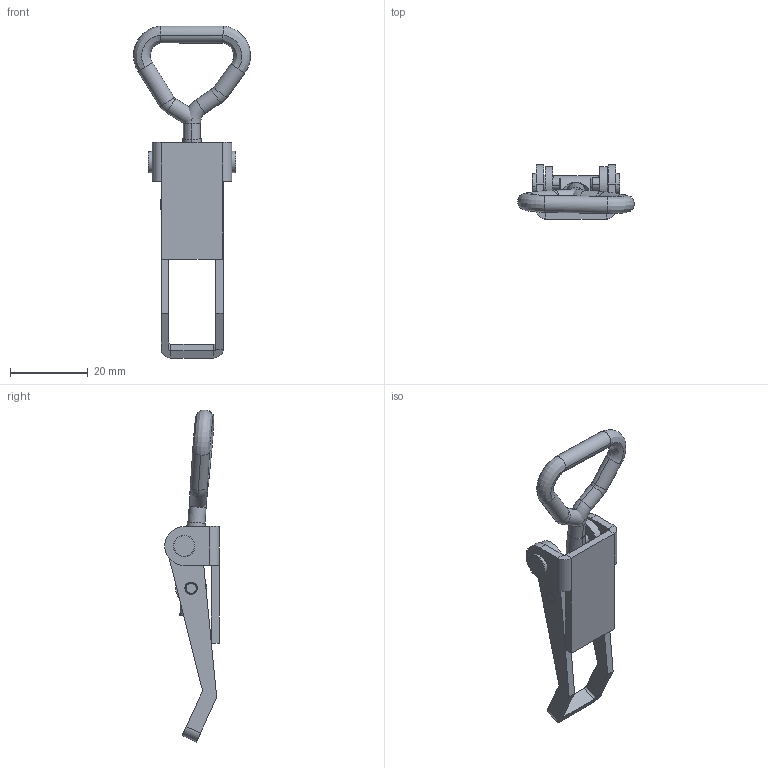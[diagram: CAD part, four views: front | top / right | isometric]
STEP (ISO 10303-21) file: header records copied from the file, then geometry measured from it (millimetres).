
FILE_DESCRIPTION (( 'STEP AP214' ), '1' );
FILE_NAME ('54000 - 701 SA Stainless.STEP', '2017-01-30T09:18:11', ( '' ), ( '' ), 'SwSTEP 2.0', 'SolidWorks 2015', '' );
FILE_SCHEMA (( 'AUTOMOTIVE_DESIGN' ));
Length unit declared in the file: millimetre
Products named in the file (6): 701 - Skruvögla; 701 - Mid Cylinder; 701 - Ansatsnit; 701 - Bygel; 701 - SA; 54000 - 701 SA Stainless
Assembly tree (6 placements, depth 2):
  54000 - 701 SA Stainless
    701 - SA
    701 - Bygel
    701 - Ansatsnit  x2
    701 - Mid Cylinder
    701 - Skruvögla
Bounding box: 30.05 x 14 x 85.26 mm (x, y, z)
Volume: 4937.8 mm3; surface area: 5844.5 mm2
Topology: 6 solids, 6 shells, 135 faces, 292 edges, 176 vertices
Faces by surface type: cylinder 57, plane 50, cone 12, torus 10, bspline 6
Entity records: 4192 total; most frequent: CARTESIAN_POINT 1196, DIRECTION 624, ORIENTED_EDGE 532, EDGE_CURVE 266, AXIS2_PLACEMENT_3D 248, VERTEX_POINT 160, EDGE_LOOP 140, LINE 128
